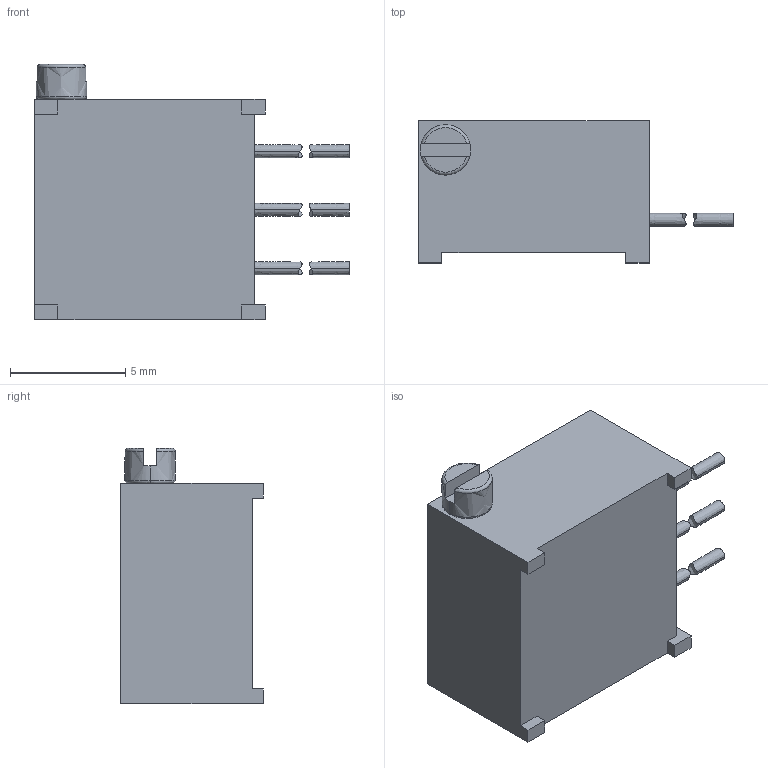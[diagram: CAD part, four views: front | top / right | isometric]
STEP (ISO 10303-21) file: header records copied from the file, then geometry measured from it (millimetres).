
FILE_DESCRIPTION((''),'2;1');
FILE_NAME('3299-X-913_ASM','2011-03-25T',('minhn'),('Bourns, Inc.'),'PRO/ENGINEER BY PARAMETRIC TECHNOLOGY CORPORATION, 2001200','PRO/ENGINEER BY PARAMETRIC TECHNOLOGY CORPORATION, 2001200','');
FILE_SCHEMA(('AUTOMOTIVE_DESIGN_CC2 { 1 2 10303 214 -1 1 5 2 }'));
Length unit declared in the file: inch
Products named in the file (2): 33756-67508; 3299-X-913_ASM
Assembly tree (1 placements, depth 2):
  3299-X-913_ASM
    33756-67508
Bounding box: 13.67 x 6.17 x 11.07 mm (x, y, z)
Volume: 526.1 mm3; surface area: 486.3 mm2
Topology: 4 solids, 5 shells, 63 faces, 141 edges, 92 vertices
Faces by surface type: bspline 63
Entity records: 3080 total; most frequent: CARTESIAN_POINT 1391, ORIENTED_EDGE 282, DIRECTION 165, PRESENTATION_STYLE_ASSIGNMENT 145, STYLED_ITEM 145, CURVE_STYLE 141, EDGE_CURVE 141, VERTEX_POINT 92
